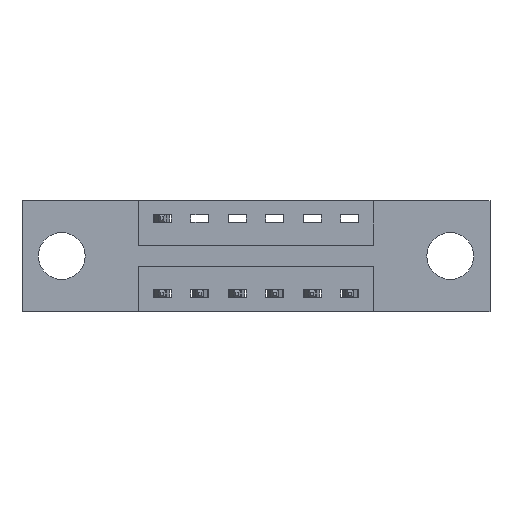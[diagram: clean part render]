
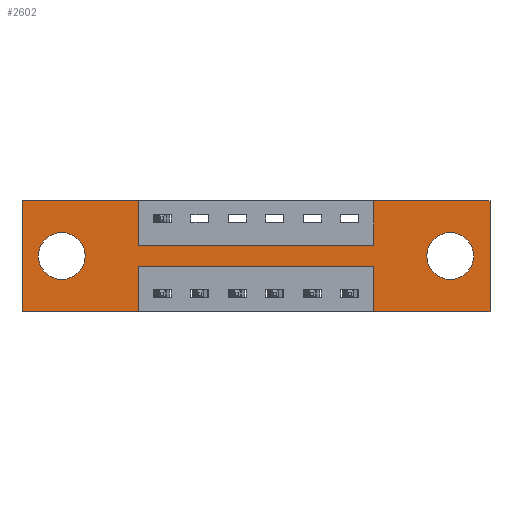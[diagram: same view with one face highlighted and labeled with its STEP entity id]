
A CAD part, front view. The second image highlights one B-rep face of the part: STEP entity #2602.
In plain terms, the highlighted planar face has unit normal (0, -1, 0).
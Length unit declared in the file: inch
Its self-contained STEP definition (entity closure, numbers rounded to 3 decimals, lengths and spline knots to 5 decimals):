
#120 = ORIENTED_EDGE ( 'NONE', *, *, #6708, .F. ) ;
#186 = VERTEX_POINT ( 'NONE', #1111 ) ;
#225 = ORIENTED_EDGE ( 'NONE', *, *, #7507, .F. ) ;
#254 = LINE ( 'NONE', #6050, #5403 ) ;
#386 = DIRECTION ( 'NONE',  ( 1., 0., 0. ) ) ;
#461 = CARTESIAN_POINT ( 'NONE',  ( 1.4275, 0., -0.107 ) ) ;
#653 = CARTESIAN_POINT ( 'NONE',  ( 0.1325, 0., -0.263 ) ) ;
#684 = AXIS2_PLACEMENT_3D ( 'NONE', #8440, #8411, #8410 ) ;
#775 = CARTESIAN_POINT ( 'NONE',  ( 0., 0., -0.37 ) ) ;
#876 = VERTEX_POINT ( 'NONE', #2178 ) ;
#889 = ORIENTED_EDGE ( 'NONE', *, *, #6135, .F. ) ;
#948 = VECTOR ( 'NONE', #2890, 39.37008 ) ;
#1061 = EDGE_CURVE ( 'NONE', #1881, #5782, #2894, .T. ) ;
#1091 = ORIENTED_EDGE ( 'NONE', *, *, #8287, .T. ) ;
#1092 = CARTESIAN_POINT ( 'NONE',  ( 0., 0., -0.37 ) ) ;
#1098 = VERTEX_POINT ( 'NONE', #3318 ) ;
#1111 = CARTESIAN_POINT ( 'NONE',  ( 0., 0., 0. ) ) ;
#1140 = EDGE_LOOP ( 'NONE', ( #225, #4620, #5407, #7842, #6943, #8194, #889, #6100, #2319, #1393, #1874, #120 ) ) ;
#1366 = DIRECTION ( 'NONE',  ( 0., 0., -1. ) ) ;
#1393 = ORIENTED_EDGE ( 'NONE', *, *, #2781, .F. ) ;
#1493 = LINE ( 'NONE', #3893, #8077 ) ;
#1591 = VECTOR ( 'NONE', #1366, 39.37008 ) ;
#1874 = ORIENTED_EDGE ( 'NONE', *, *, #3187, .F. ) ;
#1881 = VERTEX_POINT ( 'NONE', #5235 ) ;
#1956 = ORIENTED_EDGE ( 'NONE', *, *, #5203, .T. ) ;
#2011 = CARTESIAN_POINT ( 'NONE',  ( 1.56, 0., 0. ) ) ;
#2178 = CARTESIAN_POINT ( 'NONE',  ( 0.1325, 0., -0.107 ) ) ;
#2195 = DIRECTION ( 'NONE',  ( 0., 0., -1. ) ) ;
#2222 = EDGE_CURVE ( 'NONE', #6349, #6284, #6039, .T. ) ;
#2250 = AXIS2_PLACEMENT_3D ( 'NONE', #2439, #2642, #2576 ) ;
#2265 = CARTESIAN_POINT ( 'NONE',  ( 1.1725, 0., -0.15 ) ) ;
#2319 = ORIENTED_EDGE ( 'NONE', *, *, #3348, .F. ) ;
#2325 = VERTEX_POINT ( 'NONE', #1092 ) ;
#2439 = CARTESIAN_POINT ( 'NONE',  ( 0.1325, 0., -0.185 ) ) ;
#2576 = DIRECTION ( 'NONE',  ( 0., 0., 1. ) ) ;
#2602 = ADVANCED_FACE ( 'NONE', ( #4702, #3192, #4910 ), #8231, .T. ) ;
#2642 = DIRECTION ( 'NONE',  ( 0., 1., 0. ) ) ;
#2781 = EDGE_CURVE ( 'NONE', #186, #5798, #6704, .T. ) ;
#2803 = ORIENTED_EDGE ( 'NONE', *, *, #4556, .T. ) ;
#2861 = AXIS2_PLACEMENT_3D ( 'NONE', #4034, #7148, #6674 ) ;
#2890 = DIRECTION ( 'NONE',  ( -1., 0., 0. ) ) ;
#2894 = LINE ( 'NONE', #775, #6341 ) ;
#2973 = CARTESIAN_POINT ( 'NONE',  ( 0.3875, 0., -0.22 ) ) ;
#3126 = CARTESIAN_POINT ( 'NONE',  ( 0.3875, 0., -0.22 ) ) ;
#3150 = CARTESIAN_POINT ( 'NONE',  ( 0., 0., -0.37 ) ) ;
#3158 = DIRECTION ( 'NONE',  ( -1., 0., 0. ) ) ;
#3187 = EDGE_CURVE ( 'NONE', #2325, #186, #254, .T. ) ;
#3192 = FACE_BOUND ( 'NONE', #5434, .T. ) ;
#3203 = CARTESIAN_POINT ( 'NONE',  ( 0.3875, 0., -0.15 ) ) ;
#3294 = VECTOR ( 'NONE', #6804, 39.37008 ) ;
#3318 = CARTESIAN_POINT ( 'NONE',  ( 1.1725, 0., -0.22 ) ) ;
#3348 = EDGE_CURVE ( 'NONE', #5798, #5138, #6306, .T. ) ;
#3690 = DIRECTION ( 'NONE',  ( 0., 1., 0. ) ) ;
#3734 = AXIS2_PLACEMENT_3D ( 'NONE', #7559, #3690, #8246 ) ;
#3893 = CARTESIAN_POINT ( 'NONE',  ( 0.3875, 0., -0.15 ) ) ;
#4034 = CARTESIAN_POINT ( 'NONE',  ( 0., 0., -0.37 ) ) ;
#4128 = CARTESIAN_POINT ( 'NONE',  ( 0.3875, 0., 0. ) ) ;
#4193 = DIRECTION ( 'NONE',  ( 0., 0., -1. ) ) ;
#4200 = LINE ( 'NONE', #6529, #7428 ) ;
#4216 = VECTOR ( 'NONE', #2195, 39.37008 ) ;
#4402 = VECTOR ( 'NONE', #4193, 39.37008 ) ;
#4408 = LINE ( 'NONE', #7430, #4216 ) ;
#4477 = EDGE_CURVE ( 'NONE', #5782, #1098, #4200, .T. ) ;
#4513 = LINE ( 'NONE', #2973, #948 ) ;
#4556 = EDGE_CURVE ( 'NONE', #8160, #7317, #5089, .T. ) ;
#4620 = ORIENTED_EDGE ( 'NONE', *, *, #6776, .F. ) ;
#4702 = FACE_BOUND ( 'NONE', #8106, .T. ) ;
#4714 = CARTESIAN_POINT ( 'NONE',  ( 0.3875, 0., -0.37 ) ) ;
#4750 = DIRECTION ( 'NONE',  ( -1., 0., 0. ) ) ;
#4846 = CARTESIAN_POINT ( 'NONE',  ( 1.4275, 0., -0.263 ) ) ;
#4857 = CARTESIAN_POINT ( 'NONE',  ( 1.1725, 0., 0. ) ) ;
#4910 = FACE_OUTER_BOUND ( 'NONE', #1140, .T. ) ;
#4937 = CIRCLE ( 'NONE', #684, 0.078 ) ;
#5089 = CIRCLE ( 'NONE', #6244, 0.078 ) ;
#5109 = CARTESIAN_POINT ( 'NONE',  ( 1.56, 0., 0. ) ) ;
#5120 = LINE ( 'NONE', #3150, #6622 ) ;
#5138 = VERTEX_POINT ( 'NONE', #3203 ) ;
#5203 = EDGE_CURVE ( 'NONE', #876, #5382, #5252, .T. ) ;
#5235 = CARTESIAN_POINT ( 'NONE',  ( 1.56, 0., -0.37 ) ) ;
#5252 = CIRCLE ( 'NONE', #2250, 0.078 ) ;
#5326 = CARTESIAN_POINT ( 'NONE',  ( 0., 0., 0. ) ) ;
#5372 = DIRECTION ( 'NONE',  ( 0., 0., -1. ) ) ;
#5380 = DIRECTION ( 'NONE',  ( 0., 1., 0. ) ) ;
#5382 = VERTEX_POINT ( 'NONE', #653 ) ;
#5403 = VECTOR ( 'NONE', #6042, 39.37008 ) ;
#5407 = ORIENTED_EDGE ( 'NONE', *, *, #4477, .F. ) ;
#5434 = EDGE_LOOP ( 'NONE', ( #1956, #1091 ) ) ;
#5441 = CARTESIAN_POINT ( 'NONE',  ( 1.4275, 0., -0.185 ) ) ;
#5478 = EDGE_CURVE ( 'NONE', #7317, #8160, #4937, .T. ) ;
#5760 = DIRECTION ( 'NONE',  ( 0., 0., 1. ) ) ;
#5782 = VERTEX_POINT ( 'NONE', #7245 ) ;
#5798 = VERTEX_POINT ( 'NONE', #7123 ) ;
#5878 = CARTESIAN_POINT ( 'NONE',  ( 1.1725, 0., 0. ) ) ;
#6039 = LINE ( 'NONE', #5326, #7557 ) ;
#6042 = DIRECTION ( 'NONE',  ( 0., 0., 1. ) ) ;
#6050 = CARTESIAN_POINT ( 'NONE',  ( 0., 0., 0. ) ) ;
#6100 = ORIENTED_EDGE ( 'NONE', *, *, #7876, .F. ) ;
#6135 = EDGE_CURVE ( 'NONE', #6937, #6349, #6331, .T. ) ;
#6244 = AXIS2_PLACEMENT_3D ( 'NONE', #5441, #5380, #5372 ) ;
#6284 = VERTEX_POINT ( 'NONE', #5109 ) ;
#6306 = LINE ( 'NONE', #4128, #4402 ) ;
#6331 = LINE ( 'NONE', #5878, #7907 ) ;
#6341 = VECTOR ( 'NONE', #4750, 39.37008 ) ;
#6349 = VERTEX_POINT ( 'NONE', #4857 ) ;
#6529 = CARTESIAN_POINT ( 'NONE',  ( 1.1725, 0., -0.37 ) ) ;
#6541 = DIRECTION ( 'NONE',  ( 0., 0., 1. ) ) ;
#6622 = VECTOR ( 'NONE', #3158, 39.37008 ) ;
#6674 = DIRECTION ( 'NONE',  ( 0., 0., -1. ) ) ;
#6704 = LINE ( 'NONE', #6829, #3294 ) ;
#6708 = EDGE_CURVE ( 'NONE', #8540, #2325, #5120, .T. ) ;
#6716 = VERTEX_POINT ( 'NONE', #3126 ) ;
#6776 = EDGE_CURVE ( 'NONE', #1098, #6716, #4513, .T. ) ;
#6783 = LINE ( 'NONE', #2011, #1591 ) ;
#6804 = DIRECTION ( 'NONE',  ( 1., 0., 0. ) ) ;
#6829 = CARTESIAN_POINT ( 'NONE',  ( 0., 0., 0. ) ) ;
#6937 = VERTEX_POINT ( 'NONE', #2265 ) ;
#6943 = ORIENTED_EDGE ( 'NONE', *, *, #8492, .F. ) ;
#7123 = CARTESIAN_POINT ( 'NONE',  ( 0.3875, 0., 0. ) ) ;
#7148 = DIRECTION ( 'NONE',  ( 0., -1., 0. ) ) ;
#7245 = CARTESIAN_POINT ( 'NONE',  ( 1.1725, 0., -0.37 ) ) ;
#7317 = VERTEX_POINT ( 'NONE', #461 ) ;
#7428 = VECTOR ( 'NONE', #6541, 39.37008 ) ;
#7430 = CARTESIAN_POINT ( 'NONE',  ( 0.3875, 0., -0.37 ) ) ;
#7507 = EDGE_CURVE ( 'NONE', #6716, #8540, #4408, .T. ) ;
#7557 = VECTOR ( 'NONE', #386, 39.37008 ) ;
#7559 = CARTESIAN_POINT ( 'NONE',  ( 0.1325, 0., -0.185 ) ) ;
#7745 = ORIENTED_EDGE ( 'NONE', *, *, #5478, .T. ) ;
#7789 = DIRECTION ( 'NONE',  ( 1., 0., 0. ) ) ;
#7842 = ORIENTED_EDGE ( 'NONE', *, *, #1061, .F. ) ;
#7876 = EDGE_CURVE ( 'NONE', #5138, #6937, #1493, .T. ) ;
#7907 = VECTOR ( 'NONE', #5760, 39.37008 ) ;
#8077 = VECTOR ( 'NONE', #7789, 39.37008 ) ;
#8106 = EDGE_LOOP ( 'NONE', ( #7745, #2803 ) ) ;
#8160 = VERTEX_POINT ( 'NONE', #4846 ) ;
#8194 = ORIENTED_EDGE ( 'NONE', *, *, #2222, .F. ) ;
#8231 = PLANE ( 'NONE',  #2861 ) ;
#8246 = DIRECTION ( 'NONE',  ( 0., 0., 1. ) ) ;
#8287 = EDGE_CURVE ( 'NONE', #5382, #876, #8480, .T. ) ;
#8410 = DIRECTION ( 'NONE',  ( 0., 0., -1. ) ) ;
#8411 = DIRECTION ( 'NONE',  ( 0., 1., 0. ) ) ;
#8440 = CARTESIAN_POINT ( 'NONE',  ( 1.4275, 0., -0.185 ) ) ;
#8480 = CIRCLE ( 'NONE', #3734, 0.078 ) ;
#8492 = EDGE_CURVE ( 'NONE', #6284, #1881, #6783, .T. ) ;
#8540 = VERTEX_POINT ( 'NONE', #4714 ) ;
